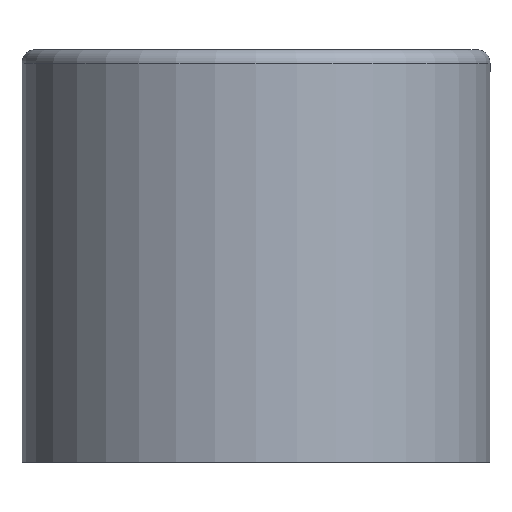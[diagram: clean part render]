
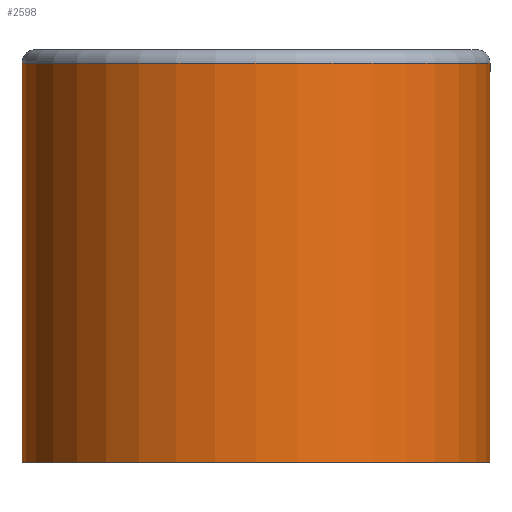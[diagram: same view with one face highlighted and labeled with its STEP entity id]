
A CAD part, front view. The second image highlights one B-rep face of the part: STEP entity #2598.
In plain terms, the highlighted cylindrical face has radius 17.4 mm (diameter 34.8 mm), a partial arc.
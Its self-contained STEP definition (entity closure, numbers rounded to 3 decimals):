
#2598=ADVANCED_FACE('',(#2909),#2870,.T.);
#2870=CYLINDRICAL_SURFACE('',#6747,17.4);
#2909=FACE_OUTER_BOUND('',#3195,.T.);
#3195=EDGE_LOOP('',(#4125,#4126,#4127,#4128));
#3523=LINE('',#9571,#3741);
#3524=LINE('',#9575,#3742);
#3741=VECTOR('',#7136,1.);
#3742=VECTOR('',#7139,1.);
#4125=ORIENTED_EDGE('',*,*,#6028,.F.);
#4126=ORIENTED_EDGE('',*,*,#6036,.F.);
#4127=ORIENTED_EDGE('',*,*,#6030,.T.);
#4128=ORIENTED_EDGE('',*,*,#6035,.T.);
#5549=VERTEX_POINT('',#9569);
#5550=VERTEX_POINT('',#9570);
#5551=VERTEX_POINT('',#9572);
#5552=VERTEX_POINT('',#9574);
#6028=EDGE_CURVE('',#5549,#5551,#3523,.T.);
#6030=EDGE_CURVE('',#5550,#5552,#3524,.T.);
#6035=EDGE_CURVE('',#5552,#5551,#6603,.T.);
#6036=EDGE_CURVE('',#5550,#5549,#6604,.T.);
#6603=CIRCLE('',#6744,17.4);
#6604=CIRCLE('',#6746,17.4);
#6744=AXIS2_PLACEMENT_3D('',#9584,#7152,#7153);
#6746=AXIS2_PLACEMENT_3D('',#9586,#7156,#7157);
#6747=AXIS2_PLACEMENT_3D('',#9587,#7158,#7159);
#7136=DIRECTION('',(0.,0.,1.));
#7139=DIRECTION('',(0.,0.,1.));
#7152=DIRECTION('',(0.,0.,-1.));
#7153=DIRECTION('',(-1.,0.,0.));
#7156=DIRECTION('',(0.,0.,-1.));
#7157=DIRECTION('',(-1.,0.,0.));
#7158=DIRECTION('',(0.,0.,1.));
#7159=DIRECTION('',(-1.,0.,0.));
#9569=CARTESIAN_POINT('',(-17.4,0.,0.));
#9570=CARTESIAN_POINT('',(17.4,0.,0.));
#9571=CARTESIAN_POINT('',(-17.4,0.,0.));
#9572=CARTESIAN_POINT('',(-17.4,0.,29.7));
#9574=CARTESIAN_POINT('',(17.4,0.,29.7));
#9575=CARTESIAN_POINT('',(17.4,0.,0.));
#9584=CARTESIAN_POINT('',(0.,0.,29.7));
#9586=CARTESIAN_POINT('',(0.,0.,0.));
#9587=CARTESIAN_POINT('',(0.,0.,0.));
